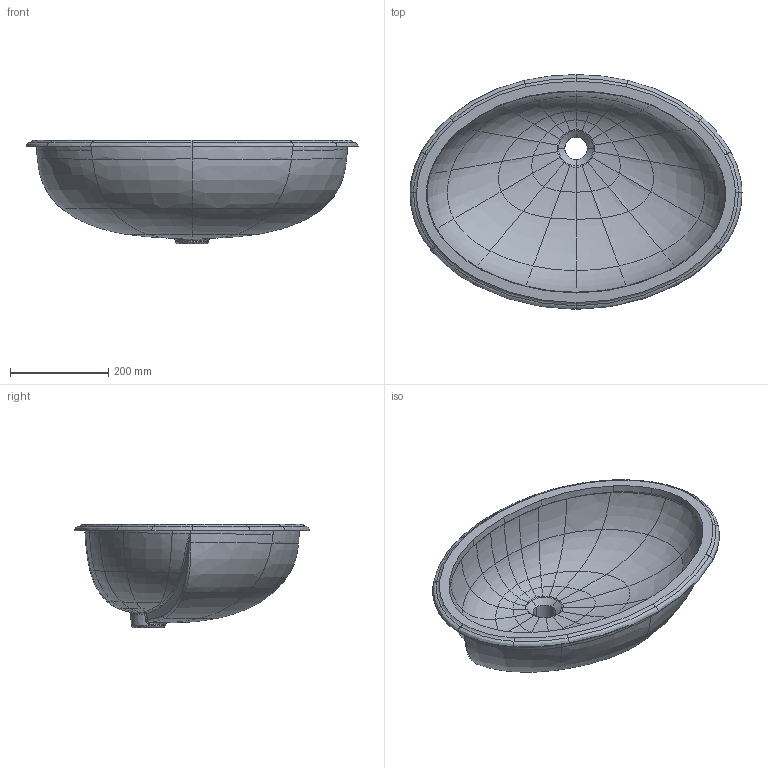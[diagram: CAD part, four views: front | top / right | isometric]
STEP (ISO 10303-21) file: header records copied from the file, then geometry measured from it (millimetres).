
FILE_DESCRIPTION(/* description */ (''),/* implementation_level */ '2;1');
FILE_NAME(/* name */ '614400.stp',/* time_stamp */ '2023-07-28T07:28:14+02:00',/* author */ (''),/* organization */ (''),/* preprocessor_version */ 'ST-DEVELOPER v18.1',/* originating_system */ 'SIEMENS PLM Software NX 1973',/* authorisation */ '');
FILE_SCHEMA (('AUTOMOTIVE_DESIGN { 1 0 10303 214 3 1 1 1 }'));
Products named in the file (1): Muel1BBCC3B1honu
Bounding box: 675.74 x 477.65 x 210 mm (x, y, z)
Volume: 8332673.6 mm3; surface area: 813488.2 mm2
Topology: 1 solids, 1 shells, 417 faces, 2448 edges, 3486 vertices
Faces by surface type: bspline 364, plane 39, cone 8, sphere 2, cylinder 2, extrusion 2
Entity records: 43737 total; most frequent: CARTESIAN_POINT 25601, ORIENTED_EDGE 1972, DIRECTION 1679, VECTOR 1475, LINE 1473, STYLED_ITEM 1459, PRESENTATION_STYLE_ASSIGNMENT 1459, CURVE_STYLE 1458
